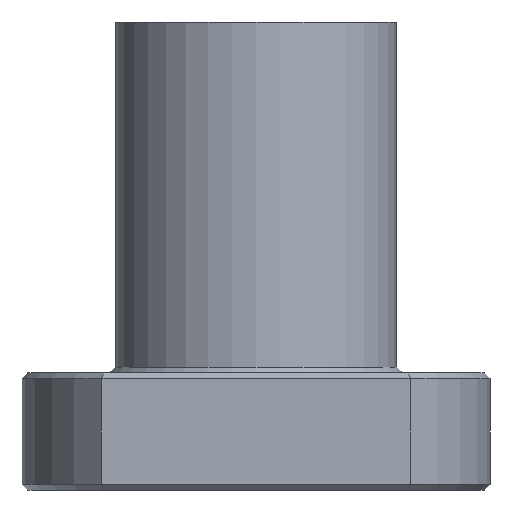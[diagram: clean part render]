
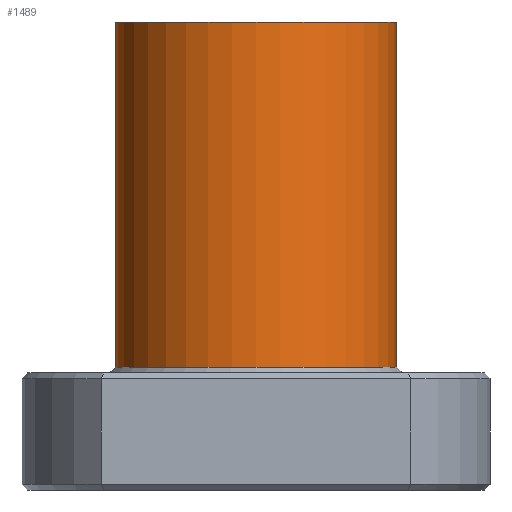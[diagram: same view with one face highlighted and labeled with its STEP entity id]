
A CAD part, front view. The second image highlights one B-rep face of the part: STEP entity #1489.
In plain terms, the highlighted cylindrical face has radius 12 mm (diameter 24 mm), a partial arc.
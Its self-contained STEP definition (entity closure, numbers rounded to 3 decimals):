
#61 = EDGE_CURVE ( 'NONE', #213, #1643, #500, .T. ) ;
#157 = DIRECTION ( 'NONE',  ( 1., 0., 0. ) ) ;
#175 = DIRECTION ( 'NONE',  ( 0., 0., -1. ) ) ;
#188 = ORIENTED_EDGE ( 'NONE', *, *, #268, .F. ) ;
#213 = VERTEX_POINT ( 'NONE', #415 ) ;
#268 = EDGE_CURVE ( 'NONE', #779, #1575, #1122, .T. ) ;
#319 = AXIS2_PLACEMENT_3D ( 'NONE', #1266, #1543, #157 ) ;
#344 = EDGE_CURVE ( 'NONE', #213, #779, #1470, .T. ) ;
#370 = DIRECTION ( 'NONE',  ( 0., 0., -1. ) ) ;
#394 = DIRECTION ( 'NONE',  ( 0., 0., 1. ) ) ;
#396 = DIRECTION ( 'NONE',  ( -1., 0., 0. ) ) ;
#415 = CARTESIAN_POINT ( 'NONE',  ( -12., 0., 40. ) ) ;
#434 = CARTESIAN_POINT ( 'NONE',  ( 12., 0., 40. ) ) ;
#444 = CARTESIAN_POINT ( 'NONE',  ( 12., 0., 40. ) ) ;
#500 = LINE ( 'NONE', #1592, #1441 ) ;
#550 = CARTESIAN_POINT ( 'NONE',  ( 12., 0., 10.5 ) ) ;
#567 = EDGE_LOOP ( 'NONE', ( #188, #978, #1356, #1423 ) ) ;
#601 = CARTESIAN_POINT ( 'NONE',  ( 0., 0., 10.5 ) ) ;
#779 = VERTEX_POINT ( 'NONE', #434 ) ;
#790 = CARTESIAN_POINT ( 'NONE',  ( 0., 0., 40. ) ) ;
#798 = DIRECTION ( 'NONE',  ( 1., 0., 0. ) ) ;
#827 = AXIS2_PLACEMENT_3D ( 'NONE', #790, #370, #396 ) ;
#978 = ORIENTED_EDGE ( 'NONE', *, *, #344, .F. ) ;
#1052 = DIRECTION ( 'NONE',  ( 0., 0., -1. ) ) ;
#1060 = CARTESIAN_POINT ( 'NONE',  ( -12., 0., 10.5 ) ) ;
#1084 = FACE_OUTER_BOUND ( 'NONE', #567, .T. ) ;
#1093 = CYLINDRICAL_SURFACE ( 'NONE', #827, 12. ) ;
#1122 = LINE ( 'NONE', #444, #1694 ) ;
#1266 = CARTESIAN_POINT ( 'NONE',  ( 0., 0., 40. ) ) ;
#1356 = ORIENTED_EDGE ( 'NONE', *, *, #61, .T. ) ;
#1423 = ORIENTED_EDGE ( 'NONE', *, *, #1785, .T. ) ;
#1441 = VECTOR ( 'NONE', #1052, 1000. ) ;
#1465 = AXIS2_PLACEMENT_3D ( 'NONE', #601, #394, #798 ) ;
#1470 = CIRCLE ( 'NONE', #319, 12. ) ;
#1489 = ADVANCED_FACE ( 'NONE', ( #1084 ), #1093, .T. ) ;
#1543 = DIRECTION ( 'NONE',  ( 0., 0., 1. ) ) ;
#1575 = VERTEX_POINT ( 'NONE', #550 ) ;
#1592 = CARTESIAN_POINT ( 'NONE',  ( -12., 0., 40. ) ) ;
#1610 = CIRCLE ( 'NONE', #1465, 12. ) ;
#1643 = VERTEX_POINT ( 'NONE', #1060 ) ;
#1694 = VECTOR ( 'NONE', #175, 1000. ) ;
#1785 = EDGE_CURVE ( 'NONE', #1643, #1575, #1610, .T. ) ;
